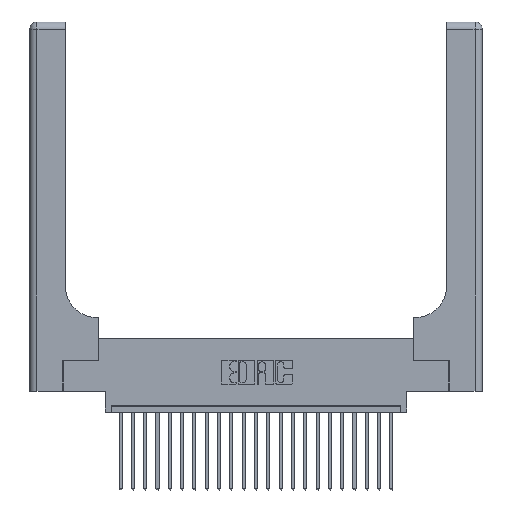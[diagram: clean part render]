
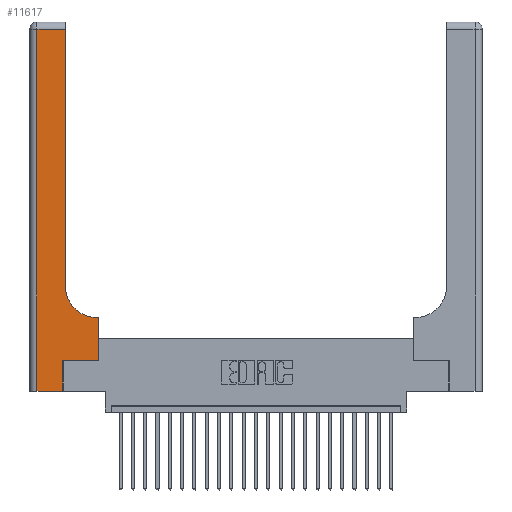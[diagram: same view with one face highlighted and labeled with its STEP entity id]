
A CAD part, top view. The second image highlights one B-rep face of the part: STEP entity #11617.
In plain terms, the highlighted planar face has unit normal (0, 0, 1).
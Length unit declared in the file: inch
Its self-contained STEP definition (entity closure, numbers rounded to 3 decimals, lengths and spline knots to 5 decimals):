
#508 = CIRCLE ( 'NONE', #18671, 0.25 ) ;
#698 = CARTESIAN_POINT ( 'NONE',  ( 0.5585, 0.25, 0.37 ) ) ;
#857 = EDGE_CURVE ( 'NONE', #16456, #16637, #22844, .T. ) ;
#879 = CARTESIAN_POINT ( 'NONE',  ( 0.5585, 0.25, 0.37 ) ) ;
#1009 = CARTESIAN_POINT ( 'NONE',  ( 0.5415, 0.6, 0.37 ) ) ;
#1831 = LINE ( 'NONE', #3397, #18602 ) ;
#1875 = VECTOR ( 'NONE', #10629, 39.37008 ) ;
#3068 = CARTESIAN_POINT ( 'NONE',  ( 0.269, 0., 0.37 ) ) ;
#3083 = ORIENTED_EDGE ( 'NONE', *, *, #857, .T. ) ;
#3296 = EDGE_CURVE ( 'NONE', #7383, #5017, #20584, .T. ) ;
#3397 = CARTESIAN_POINT ( 'NONE',  ( 0., 2.94, 0.37 ) ) ;
#3601 = ORIENTED_EDGE ( 'NONE', *, *, #25033, .T. ) ;
#3699 = CARTESIAN_POINT ( 'NONE',  ( 0.5585, 0.6, 0.37 ) ) ;
#4014 = LINE ( 'NONE', #4825, #5544 ) ;
#4333 = PLANE ( 'NONE',  #24030 ) ;
#4825 = CARTESIAN_POINT ( 'NONE',  ( 0.2915, 0.6, 0.37 ) ) ;
#4965 = VECTOR ( 'NONE', #7154, 39.37008 ) ;
#5017 = VERTEX_POINT ( 'NONE', #15576 ) ;
#5100 = LINE ( 'NONE', #16972, #18086 ) ;
#5446 = CARTESIAN_POINT ( 'NONE',  ( 0.2915, 3., 0.37 ) ) ;
#5511 = DIRECTION ( 'NONE',  ( 0., -1., 0. ) ) ;
#5544 = VECTOR ( 'NONE', #24315, 39.37008 ) ;
#6700 = EDGE_CURVE ( 'NONE', #9346, #13701, #17433, .T. ) ;
#6885 = DIRECTION ( 'NONE',  ( 0., 1., 0. ) ) ;
#6920 = ORIENTED_EDGE ( 'NONE', *, *, #8662, .T. ) ;
#7154 = DIRECTION ( 'NONE',  ( 0., 1., 0. ) ) ;
#7224 = EDGE_CURVE ( 'NONE', #16472, #9346, #14698, .T. ) ;
#7280 = ORIENTED_EDGE ( 'NONE', *, *, #17452, .T. ) ;
#7383 = VERTEX_POINT ( 'NONE', #7619 ) ;
#7619 = CARTESIAN_POINT ( 'NONE',  ( 0.06, 2.94, 0.37 ) ) ;
#7872 = VECTOR ( 'NONE', #5511, 39.37008 ) ;
#8657 = ORIENTED_EDGE ( 'NONE', *, *, #7224, .T. ) ;
#8662 = EDGE_CURVE ( 'NONE', #19625, #21708, #4014, .T. ) ;
#9274 = LINE ( 'NONE', #698, #1875 ) ;
#9346 = VERTEX_POINT ( 'NONE', #11359 ) ;
#10629 = DIRECTION ( 'NONE',  ( 0., 1., 0. ) ) ;
#11169 = DIRECTION ( 'NONE',  ( 1., 0., 0. ) ) ;
#11359 = CARTESIAN_POINT ( 'NONE',  ( 0.269, 0.25, 0.37 ) ) ;
#11363 = EDGE_LOOP ( 'NONE', ( #3083, #15758, #11534, #7280, #8657, #22848, #3601, #6920, #11961 ) ) ;
#11534 = ORIENTED_EDGE ( 'NONE', *, *, #3296, .T. ) ;
#11617 = ADVANCED_FACE ( 'NONE', ( #24175 ), #4333, .F. ) ;
#11961 = ORIENTED_EDGE ( 'NONE', *, *, #16420, .T. ) ;
#12134 = DIRECTION ( 'NONE',  ( -1., 0., 0. ) ) ;
#13171 = EDGE_CURVE ( 'NONE', #16637, #7383, #1831, .T. ) ;
#13345 = DIRECTION ( 'NONE',  ( -1., 0., 0. ) ) ;
#13701 = VERTEX_POINT ( 'NONE', #879 ) ;
#14077 = VECTOR ( 'NONE', #6885, 39.37008 ) ;
#14449 = DIRECTION ( 'NONE',  ( 1., 0., 0. ) ) ;
#14698 = LINE ( 'NONE', #3068, #14077 ) ;
#15576 = CARTESIAN_POINT ( 'NONE',  ( 0.06, 0., 0.37 ) ) ;
#15758 = ORIENTED_EDGE ( 'NONE', *, *, #13171, .T. ) ;
#16420 = EDGE_CURVE ( 'NONE', #21708, #16456, #508, .T. ) ;
#16456 = VERTEX_POINT ( 'NONE', #19777 ) ;
#16472 = VERTEX_POINT ( 'NONE', #21656 ) ;
#16637 = VERTEX_POINT ( 'NONE', #22592 ) ;
#16972 = CARTESIAN_POINT ( 'NONE',  ( 0., 0., 0.37 ) ) ;
#17433 = LINE ( 'NONE', #18422, #20802 ) ;
#17452 = EDGE_CURVE ( 'NONE', #5017, #16472, #5100, .T. ) ;
#17858 = CARTESIAN_POINT ( 'NONE',  ( 0., 3., 0.37 ) ) ;
#18086 = VECTOR ( 'NONE', #11169, 39.37008 ) ;
#18422 = CARTESIAN_POINT ( 'NONE',  ( 0.269, 0.25, 0.37 ) ) ;
#18602 = VECTOR ( 'NONE', #13345, 39.37008 ) ;
#18671 = AXIS2_PLACEMENT_3D ( 'NONE', #19617, #23453, #21745 ) ;
#18942 = CARTESIAN_POINT ( 'NONE',  ( 0.06, 3., 0.37 ) ) ;
#19617 = CARTESIAN_POINT ( 'NONE',  ( 0.5415, 0.85, 0.37 ) ) ;
#19625 = VERTEX_POINT ( 'NONE', #3699 ) ;
#19777 = CARTESIAN_POINT ( 'NONE',  ( 0.2915, 0.85, 0.37 ) ) ;
#19820 = DIRECTION ( 'NONE',  ( 0., 0., -1. ) ) ;
#20584 = LINE ( 'NONE', #18942, #7872 ) ;
#20802 = VECTOR ( 'NONE', #14449, 39.37008 ) ;
#21656 = CARTESIAN_POINT ( 'NONE',  ( 0.269, 0., 0.37 ) ) ;
#21708 = VERTEX_POINT ( 'NONE', #1009 ) ;
#21745 = DIRECTION ( 'NONE',  ( 1., 0., 0. ) ) ;
#22592 = CARTESIAN_POINT ( 'NONE',  ( 0.2915, 2.94, 0.37 ) ) ;
#22844 = LINE ( 'NONE', #5446, #4965 ) ;
#22848 = ORIENTED_EDGE ( 'NONE', *, *, #6700, .T. ) ;
#23453 = DIRECTION ( 'NONE',  ( 0., 0., -1. ) ) ;
#24030 = AXIS2_PLACEMENT_3D ( 'NONE', #17858, #19820, #12134 ) ;
#24175 = FACE_OUTER_BOUND ( 'NONE', #11363, .T. ) ;
#24315 = DIRECTION ( 'NONE',  ( -1., 0., 0. ) ) ;
#25033 = EDGE_CURVE ( 'NONE', #13701, #19625, #9274, .T. ) ;
